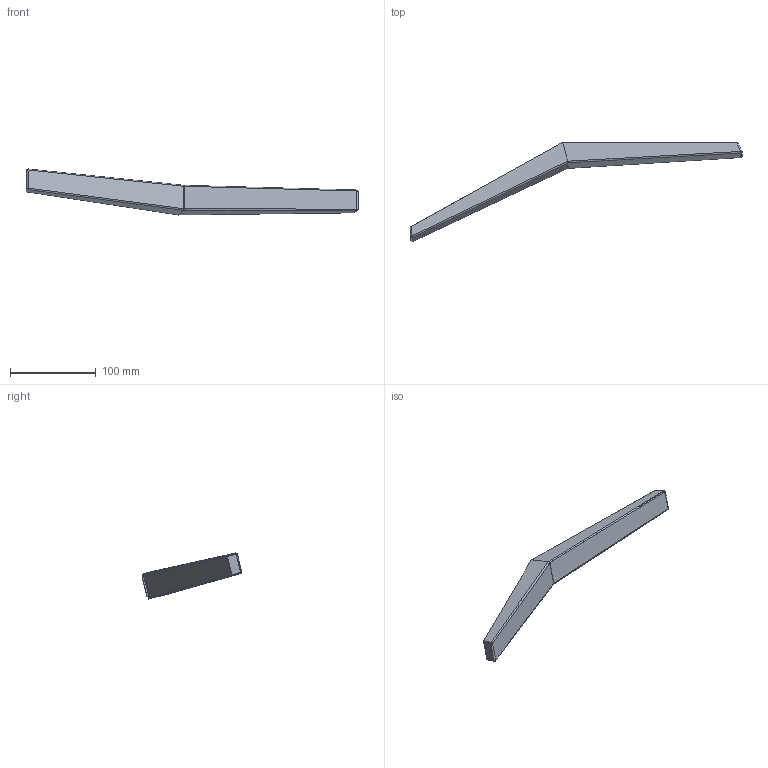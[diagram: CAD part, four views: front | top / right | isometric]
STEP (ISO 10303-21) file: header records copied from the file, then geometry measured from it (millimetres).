
FILE_DESCRIPTION(('STEP AP203'),'2;1');
FILE_NAME('COMPLESSIVO KONA APPLIQUE.stp','2024-07-22T14:51:39',(''),(''),'2009.3.110','THINKDESIGN','');
FILE_SCHEMA(('CONFIG_CONTROL_DESIGN'));
Length unit declared in the file: millimetre
Bounding box: 387.2 x 116.39 x 53.65 mm (x, y, z)
Volume: 46748.3 mm3; surface area: 76367.7 mm2
Topology: 7 solids, 7 shells, 188 faces, 460 edges, 278 vertices
Faces by surface type: cylinder 74, plane 68, bspline 46
Full cylindrical faces by diameter (mm): 2.5 x1, 3 x1, 3.2 x1, 4 x2, 5.5 x1
Entity records: 8103 total; most frequent: CARTESIAN_POINT 3716, ORIENTED_EDGE 900, DIRECTION 856, EDGE_CURVE 450, AXIS2_PLACEMENT_3D 304, VERTEX_POINT 278, VECTOR 248, LINE 248
